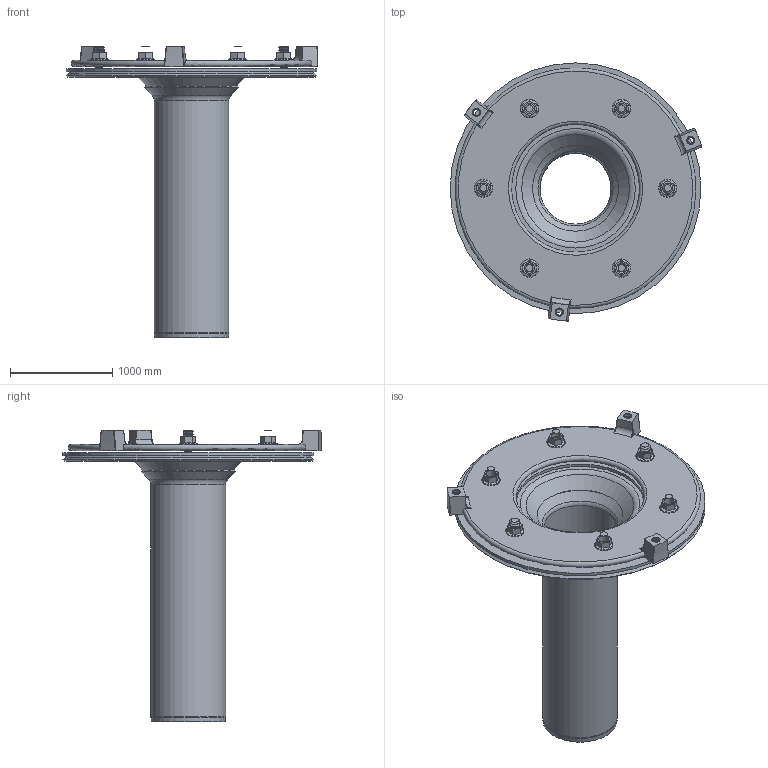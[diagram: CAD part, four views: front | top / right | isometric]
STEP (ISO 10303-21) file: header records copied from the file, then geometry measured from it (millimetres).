
FILE_DESCRIPTION(/* description */ (''),/* implementation_level */ '2;1');
FILE_NAME(/* name */ '21901.070X_3D.stp',/* time_stamp */ '2024-12-12T08:46:45+01:00',/* author */ ('CAD'),/* organization */ (''),/* preprocessor_version */ 'ST-DEVELOPER v20',/* originating_system */ 'AutoCAD Mechanical',/* authorisation */ '');
FILE_SCHEMA (('AUTOMOTIVE_DESIGN { 1 0 10303 214 3 1 1 }'));
Length unit declared in the file: centimetre
Products named in the file (2): Product; *S0
Assembly tree (1 placements, depth 2):
  Product
    *S0
Bounding box: 2459.29 x 2522.85 x 2850 mm (x, y, z)
Volume: 478163081.1 mm3; surface area: 36108788.9 mm2
Topology: 19 solids, 19 shells, 412 faces, 871 edges, 503 vertices
Faces by surface type: cone 219, plane 93, cylinder 49, bspline 30, torus 21
Full cylindrical faces by diameter (mm): 70 x6, 80 x12, 99.999 x6, 130 x6, 160 x6, 700 x1, 730 x1, 1250 x1, 2450 x1
Entity records: 12757 total; most frequent: CARTESIAN_POINT 4058, DIRECTION 1864, ORIENTED_EDGE 1726, EDGE_CURVE 863, AXIS2_PLACEMENT_3D 788, VERTEX_POINT 499, EDGE_LOOP 478, FACE_OUTER_BOUND 412
